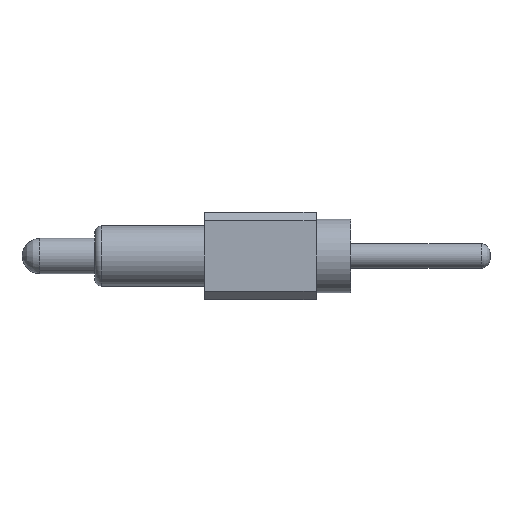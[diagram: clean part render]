
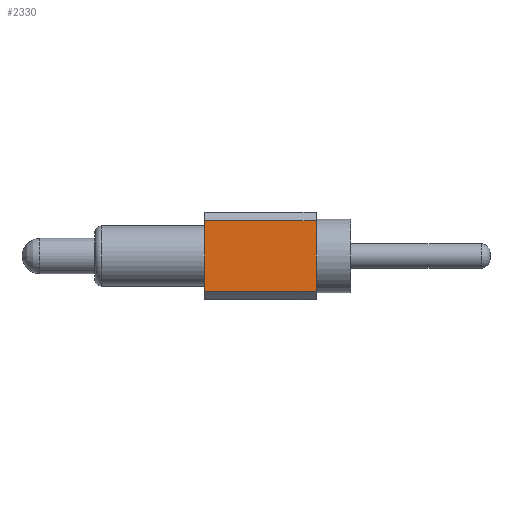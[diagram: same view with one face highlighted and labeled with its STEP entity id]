
A CAD part, left-side view. The second image highlights one B-rep face of the part: STEP entity #2330.
In plain terms, the highlighted planar face has unit normal (-1, 0, 0).
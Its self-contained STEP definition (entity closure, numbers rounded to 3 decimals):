
#223=FACE_OUTER_BOUND('',#372,.T.);
#372=EDGE_LOOP('',(#1493,#1494,#1495,#1496));
#549=LINE('',#3470,#745);
#557=LINE('',#3488,#753);
#560=LINE('',#3494,#756);
#561=LINE('',#3496,#757);
#745=VECTOR('',#2761,10.);
#753=VECTOR('',#2777,10.);
#756=VECTOR('',#2784,10.);
#757=VECTOR('',#2787,10.);
#939=VERTEX_POINT('',#3467);
#940=VERTEX_POINT('',#3469);
#945=VERTEX_POINT('',#3485);
#946=VERTEX_POINT('',#3487);
#1151=EDGE_CURVE('',#939,#940,#549,.T.);
#1160=EDGE_CURVE('',#945,#946,#557,.T.);
#1164=EDGE_CURVE('',#946,#939,#560,.T.);
#1165=EDGE_CURVE('',#940,#945,#561,.T.);
#1493=ORIENTED_EDGE('',*,*,#1164,.F.);
#1494=ORIENTED_EDGE('',*,*,#1160,.F.);
#1495=ORIENTED_EDGE('',*,*,#1165,.F.);
#1496=ORIENTED_EDGE('',*,*,#1151,.F.);
#2092=PLANE('',#2499);
#2330=ADVANCED_FACE('',(#223),#2092,.T.);
#2499=AXIS2_PLACEMENT_3D('',#3495,#2785,#2786);
#2761=DIRECTION('',(0.,0.,-1.));
#2777=DIRECTION('',(0.,0.,1.));
#2784=DIRECTION('',(0.,-1.,0.));
#2785=DIRECTION('center_axis',(-1.,0.,0.));
#2786=DIRECTION('ref_axis',(0.,0.,1.));
#2787=DIRECTION('',(0.,1.,0.));
#3467=CARTESIAN_POINT('',(-1.,0.79,0.8));
#3469=CARTESIAN_POINT('',(-1.,0.79,-0.8));
#3470=CARTESIAN_POINT('',(-1.,0.79,-0.5));
#3485=CARTESIAN_POINT('',(-1.,3.33,-0.8));
#3487=CARTESIAN_POINT('',(-1.,3.33,0.8));
#3488=CARTESIAN_POINT('',(-1.,3.33,-0.5));
#3494=CARTESIAN_POINT('',(-1.,0.79,0.8));
#3495=CARTESIAN_POINT('Origin',(-1.,0.79,-1.));
#3496=CARTESIAN_POINT('',(-1.,0.79,-0.8));
